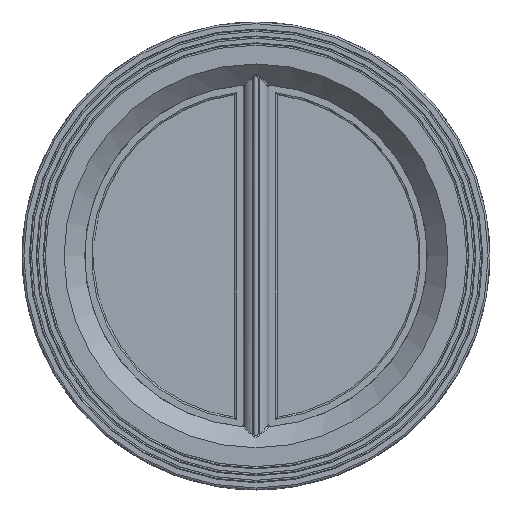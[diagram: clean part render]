
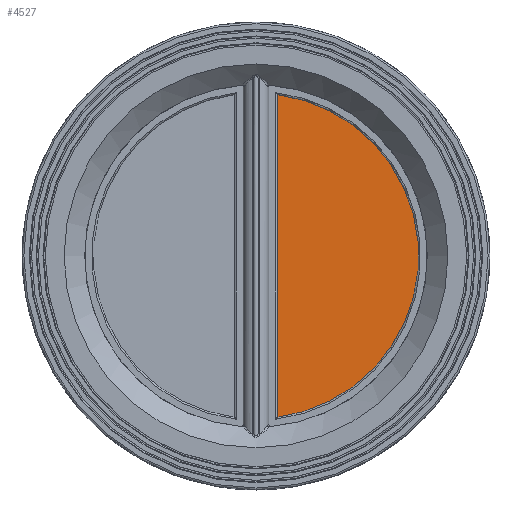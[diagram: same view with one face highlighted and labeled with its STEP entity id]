
A CAD part, top view. The second image highlights one B-rep face of the part: STEP entity #4527.
In plain terms, the highlighted face is planar.
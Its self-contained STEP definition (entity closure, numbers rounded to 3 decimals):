
#444=CIRCLE('',#4711,95.);
#829=FACE_OUTER_BOUND('',#1115,.T.);
#1115=EDGE_LOOP('',(#3805,#3806));
#1389=LINE('',#9330,#1650);
#1650=VECTOR('',#6093,10.);
#1779=VERTEX_POINT('',#6706);
#1780=VERTEX_POINT('',#6708);
#2201=EDGE_CURVE('',#1779,#1780,#444,.T.);
#2643=EDGE_CURVE('',#1780,#1779,#1389,.T.);
#3805=ORIENTED_EDGE('',*,*,#2643,.F.);
#3806=ORIENTED_EDGE('',*,*,#2201,.F.);
#4053=PLANE('',#5016);
#4527=ADVANCED_FACE('',(#829),#4053,.T.);
#4711=AXIS2_PLACEMENT_3D('',#6709,#5297,#5298);
#5016=AXIS2_PLACEMENT_3D('',#9331,#6094,#6095);
#5297=DIRECTION('center_axis',(0.,-1.,0.));
#5298=DIRECTION('ref_axis',(0.991,0.,-0.132));
#6093=DIRECTION('',(-1.,0.,0.));
#6094=DIRECTION('center_axis',(0.,1.,0.));
#6095=DIRECTION('ref_axis',(0.,0.,1.));
#6706=CARTESIAN_POINT('',(-94.174,63.,-12.5));
#6708=CARTESIAN_POINT('',(94.174,63.,-12.5));
#6709=CARTESIAN_POINT('Origin',(0.,63.,0.));
#9330=CARTESIAN_POINT('',(-94.174,63.,-12.5));
#9331=CARTESIAN_POINT('Origin',(0.,63.,-53.75));
